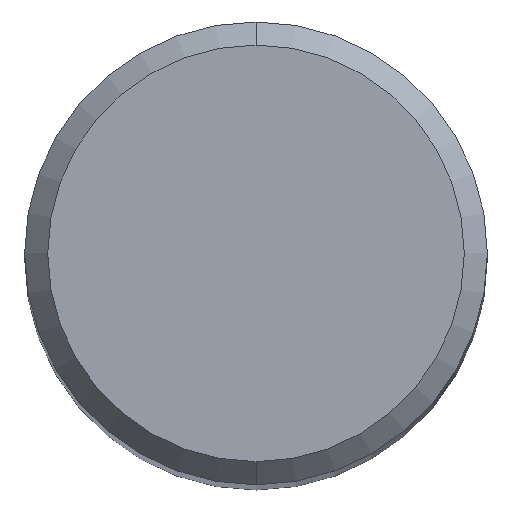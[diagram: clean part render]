
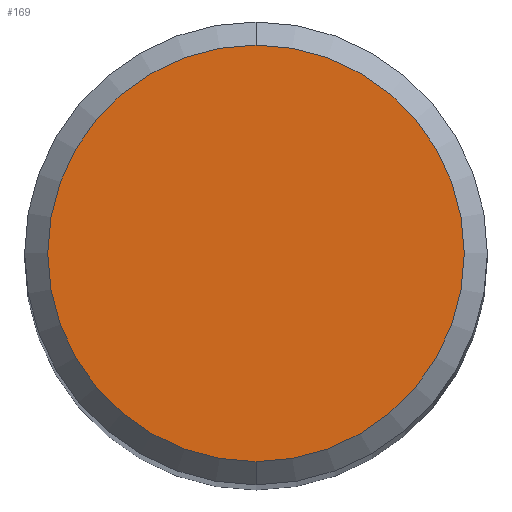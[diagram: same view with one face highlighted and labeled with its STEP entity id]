
A CAD part, top view. The second image highlights one B-rep face of the part: STEP entity #169.
In plain terms, the highlighted planar face has unit normal (0, 0, 1).
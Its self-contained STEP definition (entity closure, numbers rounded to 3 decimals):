
#121=EDGE_CURVE('',#225,#223,#274,.T.);
#137=EDGE_CURVE('',#223,#225,#292,.T.);
#169=ADVANCED_FACE('',(#326),#327,.T.);
#223=VERTEX_POINT('',#391);
#225=VERTEX_POINT('',#393);
#274=CIRCLE('',#441,3.6);
#292=CIRCLE('',#464,3.6);
#326=FACE_OUTER_BOUND('',#517,.T.);
#327=PLANE('',#518);
#391=CARTESIAN_POINT('',(0.0,3.6,0.0));
#393=CARTESIAN_POINT('',(0.,-3.6,0.0));
#441=AXIS2_PLACEMENT_3D('',#620,#621,#622);
#464=AXIS2_PLACEMENT_3D('',#643,#644,#645);
#517=EDGE_LOOP('',(#690,#691));
#518=AXIS2_PLACEMENT_3D('',#692,#693,#694);
#620=CARTESIAN_POINT('',(0.0,0.0,0.0));
#621=DIRECTION('',(0.0,0.0,-1.0));
#622=DIRECTION('',(0.0,1.0,0.0));
#643=CARTESIAN_POINT('',(0.0,0.0,0.0));
#644=DIRECTION('',(0.0,0.0,-1.0));
#645=DIRECTION('',(0.0,1.0,0.0));
#690=ORIENTED_EDGE('',*,*,#137,.F.);
#691=ORIENTED_EDGE('',*,*,#121,.F.);
#692=CARTESIAN_POINT('',(0.0,1.8,0.0));
#693=DIRECTION('',(-0.0,0.0,1.0));
#694=DIRECTION('',(0.0,-1.0,0.0));
